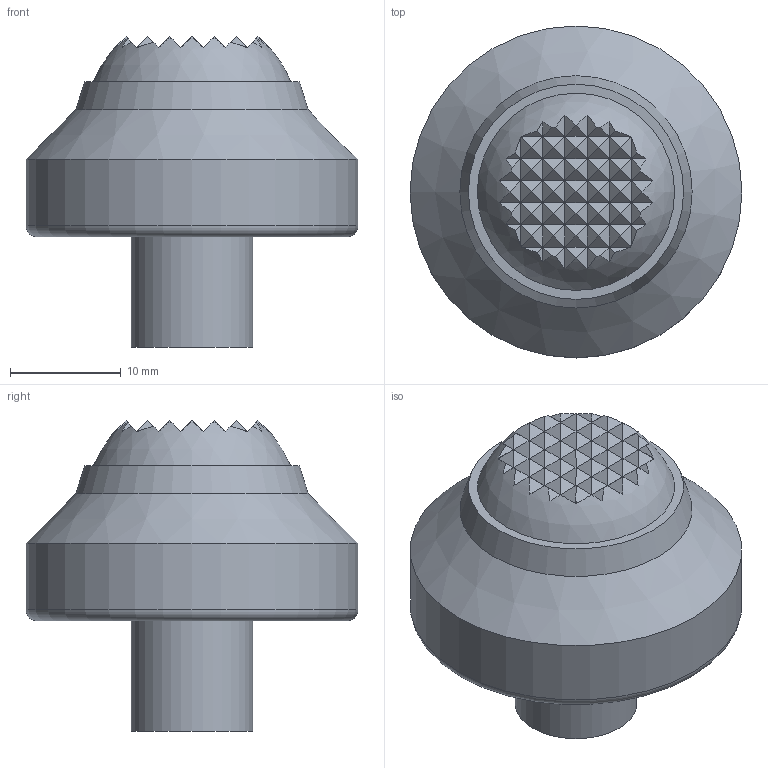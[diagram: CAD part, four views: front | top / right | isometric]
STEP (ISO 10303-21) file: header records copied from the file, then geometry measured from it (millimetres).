
FILE_DESCRIPTION( ( 'Unknown' ), '1' );
FILE_NAME( 'PT37-1118.stp', 'Unknown', ( 'Unknown' ), ( 'Unknown' ), 'XStep 1.0', 'Unknown', ' ' );
FILE_SCHEMA( ( 'CONFIG_CONTROL_DESIGN' ) );
Length unit declared in the file: millimetre
Products named in the file (1): 1
Bounding box: 30 x 30 x 28.11 mm (x, y, z)
Volume: 9696.2 mm3; surface area: 2798.5 mm2
Topology: 1 solids, 1 shells, 161 faces, 283 edges, 126 vertices
Faces by surface type: plane 155, cylinder 2, cone 2, torus 1, sphere 1
Full cylindrical faces by diameter (mm): 11 x1, 30 x1
Entity records: 3606 total; most frequent: DIRECTION 668, CARTESIAN_POINT 563, ORIENTED_EDGE 552, EDGE_CURVE 276, AXIS2_PLACEMENT_3D 230, LINE 208, VECTOR 208, EDGE_LOOP 169
